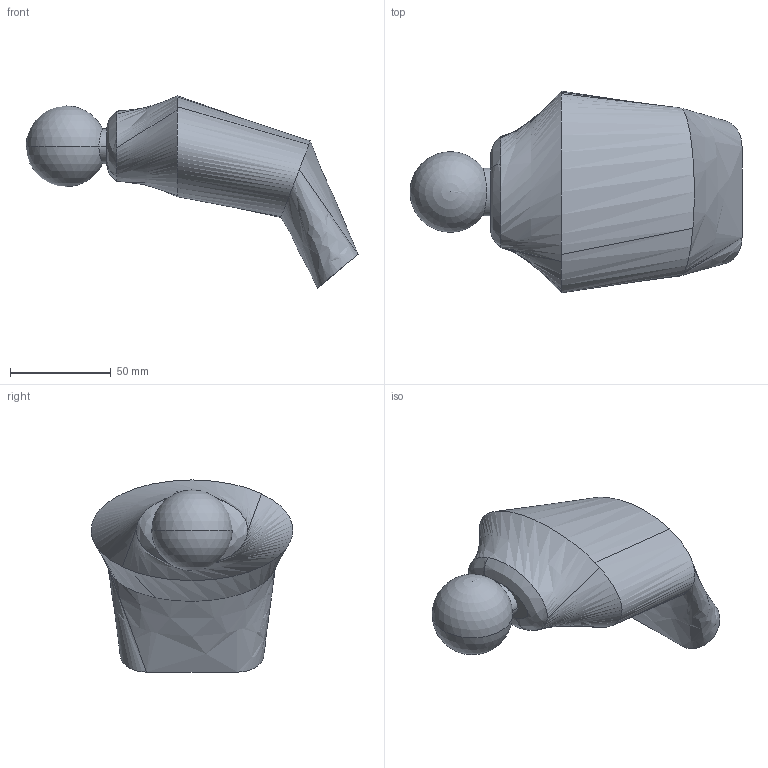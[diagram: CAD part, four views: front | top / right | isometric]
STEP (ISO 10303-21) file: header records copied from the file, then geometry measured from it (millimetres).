
FILE_DESCRIPTION (( 'STEP AP203' ), '1' );
FILE_NAME ('hand_Default_sldprt.STEP', '2016-03-08T11:58:37', ( '' ), ( '' ), 'SwSTEP 2.0', 'SolidWorks 2014', '' );
FILE_SCHEMA (( 'CONFIG_CONTROL_DESIGN' ));
Length unit declared in the file: millimetre
Products named in the file (1): hand_Default_sldprt
Bounding box: 164.67 x 99.99 x 95.33 mm (x, y, z)
Volume: 386614.2 mm3; surface area: 36381.6 mm2
Topology: 1 solids, 1 shells, 14 faces, 41 edges, 28 vertices
Faces by surface type: bspline 10, sphere 2, plane 2
Entity records: 1497 total; most frequent: CARTESIAN_POINT 1172, ORIENTED_EDGE 70, EDGE_CURVE 35, DIRECTION 28, VERTEX_POINT 24, EDGE_LOOP 15, ADVANCED_FACE 14, FACE_OUTER_BOUND 14
